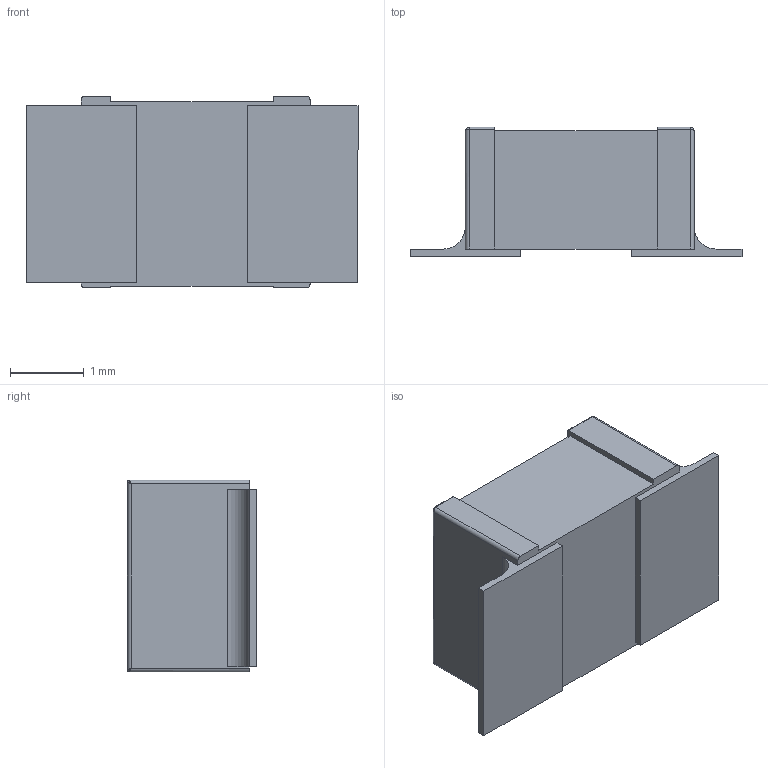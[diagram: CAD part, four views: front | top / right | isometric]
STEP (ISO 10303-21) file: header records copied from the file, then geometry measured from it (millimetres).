
FILE_DESCRIPTION (( 'STEP AP203' ), '1' );
FILE_NAME ('micro solid tantalum cap 22u.step', '2019-10-07T21:31:57', ( '' ), ( '' ), 'SwSTEP 2.0', 'SolidWorks 2017', '' );
FILE_SCHEMA (( 'CONFIG_CONTROL_DESIGN' ));
Length unit declared in the file: millimetre
Products named in the file (1): micro solid tantalum cap 22u
Bounding box: 4.5 x 1.75 x 2.6 mm (x, y, z)
Volume: 13.5 mm3; surface area: 42.3 mm2
Topology: 1 solids, 1 shells, 42 faces, 112 edges, 68 vertices
Faces by surface type: plane 26, cylinder 12, bspline 4
Entity records: 1381 total; most frequent: CARTESIAN_POINT 311, ORIENTED_EDGE 216, DIRECTION 194, EDGE_CURVE 108, VECTOR 84, LINE 84, VERTEX_POINT 68, AXIS2_PLACEMENT_3D 55
